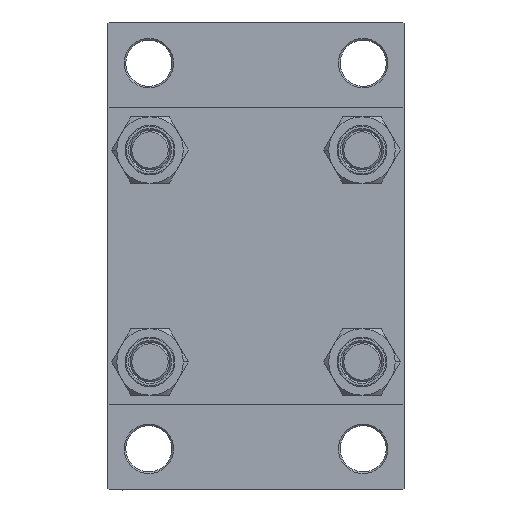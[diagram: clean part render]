
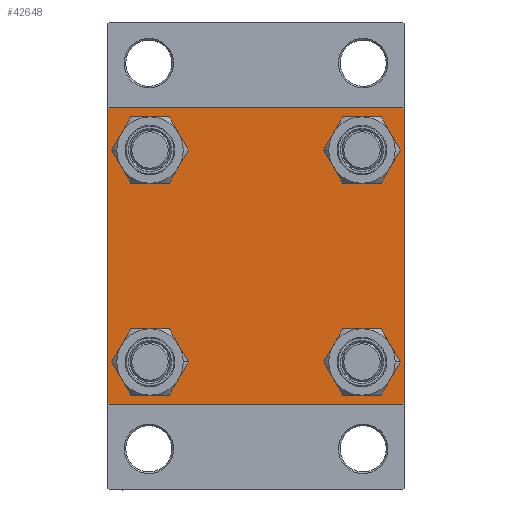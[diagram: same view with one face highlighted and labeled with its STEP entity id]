
A CAD part, left-side view. The second image highlights one B-rep face of the part: STEP entity #42648.
In plain terms, the highlighted planar face has unit normal (-1, 0, 0).
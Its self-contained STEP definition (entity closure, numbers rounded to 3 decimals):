
#202 = EDGE_CURVE ( 'NONE', #37440, #25684, #23764, .T. ) ;
#295 = EDGE_CURVE ( 'NONE', #31029, #39976, #16144, .T. ) ;
#585 = EDGE_CURVE ( 'NONE', #5602, #19508, #5605, .T. ) ;
#692 = EDGE_CURVE ( 'NONE', #3287, #4091, #10892, .T. ) ;
#2633 = FACE_BOUND ( 'NONE', #4685, .T. ) ;
#3287 = VERTEX_POINT ( 'NONE', #30650 ) ;
#3749 = CARTESIAN_POINT ( 'NONE',  ( 0., -45., 44.5 ) ) ;
#4038 = LINE ( 'NONE', #26439, #15283 ) ;
#4060 = EDGE_LOOP ( 'NONE', ( #31909, #7860, #16559, #44839, #25866, #46079, #39924, #21915 ) ) ;
#4091 = VERTEX_POINT ( 'NONE', #12529 ) ;
#4553 = CARTESIAN_POINT ( 'NONE',  ( 0., 32.15, -25.65 ) ) ;
#4685 = EDGE_LOOP ( 'NONE', ( #32613, #41848 ) ) ;
#5058 = EDGE_CURVE ( 'NONE', #28110, #23310, #23200, .T. ) ;
#5602 = VERTEX_POINT ( 'NONE', #34569 ) ;
#5605 = LINE ( 'NONE', #12992, #8609 ) ;
#6701 = CARTESIAN_POINT ( 'NONE',  ( 0., 0., 0. ) ) ;
#6822 = ORIENTED_EDGE ( 'NONE', *, *, #31014, .T. ) ;
#6948 = DIRECTION ( 'NONE',  ( 1., 0., 0. ) ) ;
#7280 = CIRCLE ( 'NONE', #40855, 6.5 ) ;
#7318 = DIRECTION ( 'NONE',  ( 0., 0., 1. ) ) ;
#7860 = ORIENTED_EDGE ( 'NONE', *, *, #20317, .T. ) ;
#7968 = DIRECTION ( 'NONE',  ( 0., 0., 1. ) ) ;
#8609 = VECTOR ( 'NONE', #9416, 1000. ) ;
#9416 = DIRECTION ( 'NONE',  ( 0., -1., 0. ) ) ;
#9510 = CARTESIAN_POINT ( 'NONE',  ( 0., 32.15, 25.65 ) ) ;
#9716 = DIRECTION ( 'NONE',  ( 0., 0., 1. ) ) ;
#9760 = AXIS2_PLACEMENT_3D ( 'NONE', #13993, #17564, #9716 ) ;
#10499 = PLANE ( 'NONE',  #33431 ) ;
#10892 = CIRCLE ( 'NONE', #39870, 6.5 ) ;
#11220 = CARTESIAN_POINT ( 'NONE',  ( 0., 32.15, -32.15 ) ) ;
#11529 = EDGE_CURVE ( 'NONE', #37440, #17188, #24282, .T. ) ;
#11536 = CARTESIAN_POINT ( 'NONE',  ( 0., 32.15, -32.15 ) ) ;
#12481 = CARTESIAN_POINT ( 'NONE',  ( 0., -32.15, 32.15 ) ) ;
#12529 = CARTESIAN_POINT ( 'NONE',  ( 0., -32.15, -25.65 ) ) ;
#12861 = DIRECTION ( 'NONE',  ( 0., -1., 0. ) ) ;
#12992 = CARTESIAN_POINT ( 'NONE',  ( 0., 45., -45. ) ) ;
#13651 = CARTESIAN_POINT ( 'NONE',  ( 0., -32.15, -32.15 ) ) ;
#13831 = DIRECTION ( 'NONE',  ( -1., 0., 0. ) ) ;
#13993 = CARTESIAN_POINT ( 'NONE',  ( 0., 32.15, 32.15 ) ) ;
#14289 = EDGE_CURVE ( 'NONE', #19508, #25684, #25540, .T. ) ;
#14631 = DIRECTION ( 'NONE',  ( 0., 0., 1. ) ) ;
#14658 = VECTOR ( 'NONE', #16615, 1000. ) ;
#15283 = VECTOR ( 'NONE', #40090, 1000. ) ;
#15668 = CIRCLE ( 'NONE', #33199, 6.5 ) ;
#16144 = CIRCLE ( 'NONE', #22255, 6.5 ) ;
#16444 = VECTOR ( 'NONE', #20493, 1000. ) ;
#16559 = ORIENTED_EDGE ( 'NONE', *, *, #585, .T. ) ;
#16615 = DIRECTION ( 'NONE',  ( 0., 0., -1. ) ) ;
#17188 = VERTEX_POINT ( 'NONE', #28758 ) ;
#17564 = DIRECTION ( 'NONE',  ( 1., 0., 0. ) ) ;
#17791 = CARTESIAN_POINT ( 'NONE',  ( 0., 32.15, 32.15 ) ) ;
#18240 = ORIENTED_EDGE ( 'NONE', *, *, #692, .T. ) ;
#18479 = EDGE_CURVE ( 'NONE', #23518, #44292, #43364, .T. ) ;
#19508 = VERTEX_POINT ( 'NONE', #31360 ) ;
#19535 = LINE ( 'NONE', #20000, #30470 ) ;
#20000 = CARTESIAN_POINT ( 'NONE',  ( 0., 45., 45. ) ) ;
#20256 = DIRECTION ( 'NONE',  ( 0., 0., 1. ) ) ;
#20317 = EDGE_CURVE ( 'NONE', #32740, #5602, #4038, .T. ) ;
#20345 = ORIENTED_EDGE ( 'NONE', *, *, #39816, .T. ) ;
#20493 = DIRECTION ( 'NONE',  ( 0., 0., -1. ) ) ;
#20929 = ORIENTED_EDGE ( 'NONE', *, *, #31580, .T. ) ;
#21437 = FACE_OUTER_BOUND ( 'NONE', #4060, .T. ) ;
#21518 = VERTEX_POINT ( 'NONE', #34547 ) ;
#21915 = ORIENTED_EDGE ( 'NONE', *, *, #25022, .T. ) ;
#22091 = EDGE_LOOP ( 'NONE', ( #26363, #20345 ) ) ;
#22255 = AXIS2_PLACEMENT_3D ( 'NONE', #17791, #43830, #7318 ) ;
#22771 = CARTESIAN_POINT ( 'NONE',  ( 0., -32.15, 25.65 ) ) ;
#23200 = CIRCLE ( 'NONE', #23957, 6.5 ) ;
#23310 = VERTEX_POINT ( 'NONE', #22771 ) ;
#23518 = VERTEX_POINT ( 'NONE', #4553 ) ;
#23764 = LINE ( 'NONE', #28070, #14658 ) ;
#23957 = AXIS2_PLACEMENT_3D ( 'NONE', #12481, #45192, #34929 ) ;
#24244 = CIRCLE ( 'NONE', #9760, 6.5 ) ;
#24282 = LINE ( 'NONE', #35524, #30163 ) ;
#24555 = FACE_BOUND ( 'NONE', #26390, .T. ) ;
#24828 = LINE ( 'NONE', #28881, #46742 ) ;
#24855 = DIRECTION ( 'NONE',  ( 0., 0., 1. ) ) ;
#25022 = EDGE_CURVE ( 'NONE', #21518, #27244, #24828, .T. ) ;
#25026 = CARTESIAN_POINT ( 'NONE',  ( 0., 45., 45. ) ) ;
#25540 = LINE ( 'NONE', #44416, #27183 ) ;
#25684 = VERTEX_POINT ( 'NONE', #44750 ) ;
#25866 = ORIENTED_EDGE ( 'NONE', *, *, #202, .F. ) ;
#26363 = ORIENTED_EDGE ( 'NONE', *, *, #18479, .T. ) ;
#26390 = EDGE_LOOP ( 'NONE', ( #40658, #6822 ) ) ;
#26439 = CARTESIAN_POINT ( 'NONE',  ( 0., 44.75, -44.75 ) ) ;
#27183 = VECTOR ( 'NONE', #29362, 1000. ) ;
#27244 = VERTEX_POINT ( 'NONE', #46570 ) ;
#28070 = CARTESIAN_POINT ( 'NONE',  ( 0., -45., 45. ) ) ;
#28110 = VERTEX_POINT ( 'NONE', #45914 ) ;
#28141 = FACE_BOUND ( 'NONE', #46016, .T. ) ;
#28758 = CARTESIAN_POINT ( 'NONE',  ( 0., -44.5, 45. ) ) ;
#28842 = CARTESIAN_POINT ( 'NONE',  ( 0., 45., -44.5 ) ) ;
#28881 = CARTESIAN_POINT ( 'NONE',  ( 0., 44.75, 44.75 ) ) ;
#29362 = DIRECTION ( 'NONE',  ( 0., -0.707, 0.707 ) ) ;
#30163 = VECTOR ( 'NONE', #35045, 1000. ) ;
#30470 = VECTOR ( 'NONE', #12861, 1000. ) ;
#30650 = CARTESIAN_POINT ( 'NONE',  ( 0., -32.15, -38.65 ) ) ;
#30853 = CARTESIAN_POINT ( 'NONE',  ( 0., 32.15, -38.65 ) ) ;
#31004 = CARTESIAN_POINT ( 'NONE',  ( 0., -32.15, 32.15 ) ) ;
#31014 = EDGE_CURVE ( 'NONE', #23310, #28110, #15668, .T. ) ;
#31029 = VERTEX_POINT ( 'NONE', #42242 ) ;
#31360 = CARTESIAN_POINT ( 'NONE',  ( 0., -44.5, -45. ) ) ;
#31475 = LINE ( 'NONE', #25026, #16444 ) ;
#31580 = EDGE_CURVE ( 'NONE', #4091, #3287, #7280, .T. ) ;
#31909 = ORIENTED_EDGE ( 'NONE', *, *, #36362, .T. ) ;
#32613 = ORIENTED_EDGE ( 'NONE', *, *, #295, .T. ) ;
#32740 = VERTEX_POINT ( 'NONE', #28842 ) ;
#33199 = AXIS2_PLACEMENT_3D ( 'NONE', #31004, #42718, #20256 ) ;
#33431 = AXIS2_PLACEMENT_3D ( 'NONE', #6701, #13831, #47024 ) ;
#34547 = CARTESIAN_POINT ( 'NONE',  ( 0., 44.5, 45. ) ) ;
#34569 = CARTESIAN_POINT ( 'NONE',  ( 0., 44.5, -45. ) ) ;
#34929 = DIRECTION ( 'NONE',  ( 0., 0., 1. ) ) ;
#35045 = DIRECTION ( 'NONE',  ( 0., 0.707, 0.707 ) ) ;
#35321 = FACE_BOUND ( 'NONE', #22091, .T. ) ;
#35524 = CARTESIAN_POINT ( 'NONE',  ( 0., -44.75, 44.75 ) ) ;
#35674 = CARTESIAN_POINT ( 'NONE',  ( 0., -32.15, -32.15 ) ) ;
#36362 = EDGE_CURVE ( 'NONE', #27244, #32740, #31475, .T. ) ;
#37440 = VERTEX_POINT ( 'NONE', #3749 ) ;
#37892 = AXIS2_PLACEMENT_3D ( 'NONE', #11220, #6948, #43221 ) ;
#38005 = AXIS2_PLACEMENT_3D ( 'NONE', #11536, #40663, #7968 ) ;
#39816 = EDGE_CURVE ( 'NONE', #44292, #23518, #42477, .T. ) ;
#39870 = AXIS2_PLACEMENT_3D ( 'NONE', #35674, #43535, #14631 ) ;
#39924 = ORIENTED_EDGE ( 'NONE', *, *, #45905, .F. ) ;
#39976 = VERTEX_POINT ( 'NONE', #9510 ) ;
#40090 = DIRECTION ( 'NONE',  ( 0., -0.707, -0.707 ) ) ;
#40121 = DIRECTION ( 'NONE',  ( 0., 0.707, -0.707 ) ) ;
#40658 = ORIENTED_EDGE ( 'NONE', *, *, #5058, .T. ) ;
#40663 = DIRECTION ( 'NONE',  ( 1., 0., 0. ) ) ;
#40855 = AXIS2_PLACEMENT_3D ( 'NONE', #13651, #46602, #24855 ) ;
#41848 = ORIENTED_EDGE ( 'NONE', *, *, #42018, .T. ) ;
#42018 = EDGE_CURVE ( 'NONE', #39976, #31029, #24244, .T. ) ;
#42242 = CARTESIAN_POINT ( 'NONE',  ( 0., 32.15, 38.65 ) ) ;
#42477 = CIRCLE ( 'NONE', #37892, 6.5 ) ;
#42648 = ADVANCED_FACE ( 'NONE', ( #24555, #28141, #35321, #2633, #21437 ), #10499, .T. ) ;
#42718 = DIRECTION ( 'NONE',  ( 1., 0., 0. ) ) ;
#43221 = DIRECTION ( 'NONE',  ( 0., 0., 1. ) ) ;
#43364 = CIRCLE ( 'NONE', #38005, 6.5 ) ;
#43535 = DIRECTION ( 'NONE',  ( 1., 0., 0. ) ) ;
#43830 = DIRECTION ( 'NONE',  ( 1., 0., 0. ) ) ;
#44292 = VERTEX_POINT ( 'NONE', #30853 ) ;
#44416 = CARTESIAN_POINT ( 'NONE',  ( 0., -44.75, -44.75 ) ) ;
#44750 = CARTESIAN_POINT ( 'NONE',  ( 0., -45., -44.5 ) ) ;
#44839 = ORIENTED_EDGE ( 'NONE', *, *, #14289, .T. ) ;
#45192 = DIRECTION ( 'NONE',  ( 1., 0., 0. ) ) ;
#45905 = EDGE_CURVE ( 'NONE', #21518, #17188, #19535, .T. ) ;
#45914 = CARTESIAN_POINT ( 'NONE',  ( 0., -32.15, 38.65 ) ) ;
#46016 = EDGE_LOOP ( 'NONE', ( #20929, #18240 ) ) ;
#46079 = ORIENTED_EDGE ( 'NONE', *, *, #11529, .T. ) ;
#46570 = CARTESIAN_POINT ( 'NONE',  ( 0., 45., 44.5 ) ) ;
#46602 = DIRECTION ( 'NONE',  ( 1., 0., 0. ) ) ;
#46742 = VECTOR ( 'NONE', #40121, 1000. ) ;
#47024 = DIRECTION ( 'NONE',  ( 0., 0., 1. ) ) ;
